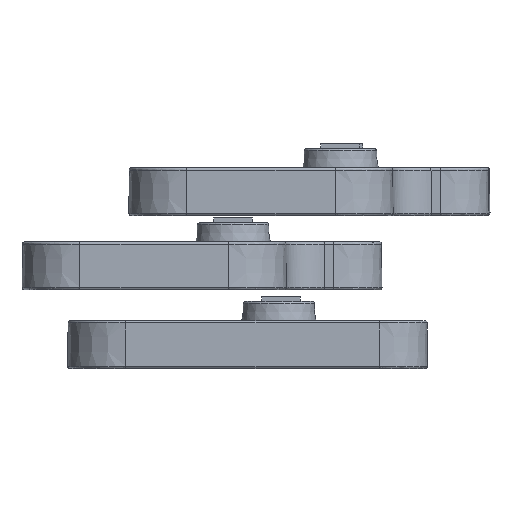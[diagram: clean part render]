
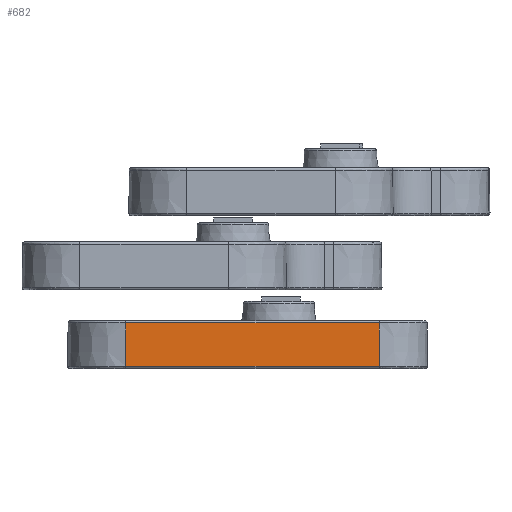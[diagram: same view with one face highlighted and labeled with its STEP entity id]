
A CAD part, left-side view. The second image highlights one B-rep face of the part: STEP entity #682.
In plain terms, the highlighted planar face has unit normal (-1, 0, 0.009).
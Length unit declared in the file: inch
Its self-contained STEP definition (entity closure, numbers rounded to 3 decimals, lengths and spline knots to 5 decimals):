
#4 = FACE_OUTER_BOUND ( 'NONE', #3465, .T. ) ;
#49 = PLANE ( 'NONE',  #6556 ) ;
#500 = LINE ( 'NONE', #4508, #4402 ) ;
#519 = DIRECTION ( 'NONE',  ( -0.009, 0., -1. ) ) ;
#600 = VECTOR ( 'NONE', #2945, 39.37008 ) ;
#642 = VECTOR ( 'NONE', #4022, 39.37008 ) ;
#682 = ADVANCED_FACE ( 'NONE', ( #4 ), #49, .T. ) ;
#826 = EDGE_CURVE ( 'NONE', #6621, #5541, #500, .T. ) ;
#1269 = ORIENTED_EDGE ( 'NONE', *, *, #7592, .F. ) ;
#2063 = EDGE_CURVE ( 'NONE', #6954, #8298, #8289, .T. ) ;
#2414 = VECTOR ( 'NONE', #519, 39.37008 ) ;
#2434 = CARTESIAN_POINT ( 'NONE',  ( 1.02125, 0.09191, 0.57878 ) ) ;
#2841 = CARTESIAN_POINT ( 'NONE',  ( 1.02288, 1.13521, 0.7657 ) ) ;
#2945 = DIRECTION ( 'NONE',  ( -0.009, 0., -1. ) ) ;
#3048 = DIRECTION ( 'NONE',  ( -1., 0., 0.009 ) ) ;
#3093 = EDGE_CURVE ( 'NONE', #5541, #8298, #9858, .T. ) ;
#3465 = EDGE_LOOP ( 'NONE', ( #5817, #7491, #4965, #1269 ) ) ;
#4022 = DIRECTION ( 'NONE',  ( 0., 1., 0. ) ) ;
#4124 = CARTESIAN_POINT ( 'NONE',  ( 1.02125, 0.35543, 0.57878 ) ) ;
#4402 = VECTOR ( 'NONE', #7668, 39.37008 ) ;
#4480 = CARTESIAN_POINT ( 'NONE',  ( -170.42228, 0.09191, -19644.90359 ) ) ;
#4508 = CARTESIAN_POINT ( 'NONE',  ( 1.02279, 0.52498, 0.75594 ) ) ;
#4965 = ORIENTED_EDGE ( 'NONE', *, *, #2063, .F. ) ;
#5424 = CARTESIAN_POINT ( 'NONE',  ( 1.02288, 0.52498, 0.7657 ) ) ;
#5541 = VERTEX_POINT ( 'NONE', #7672 ) ;
#5817 = ORIENTED_EDGE ( 'NONE', *, *, #826, .T. ) ;
#6144 = DIRECTION ( 'NONE',  ( 0.009, 0., 1. ) ) ;
#6418 = CARTESIAN_POINT ( 'NONE',  ( 1.02125, 1.13521, 0.57878 ) ) ;
#6556 = AXIS2_PLACEMENT_3D ( 'NONE', #5424, #3048, #6144 ) ;
#6621 = VERTEX_POINT ( 'NONE', #7510 ) ;
#6954 = VERTEX_POINT ( 'NONE', #2434 ) ;
#7491 = ORIENTED_EDGE ( 'NONE', *, *, #3093, .T. ) ;
#7510 = CARTESIAN_POINT ( 'NONE',  ( 1.02279, 0.09191, 0.75594 ) ) ;
#7592 = EDGE_CURVE ( 'NONE', #6621, #6954, #9861, .T. ) ;
#7668 = DIRECTION ( 'NONE',  ( 0., 1., 0. ) ) ;
#7672 = CARTESIAN_POINT ( 'NONE',  ( 1.02279, 1.13521, 0.75594 ) ) ;
#8289 = LINE ( 'NONE', #4124, #642 ) ;
#8298 = VERTEX_POINT ( 'NONE', #6418 ) ;
#9858 = LINE ( 'NONE', #2841, #600 ) ;
#9861 = LINE ( 'NONE', #4480, #2414 ) ;
